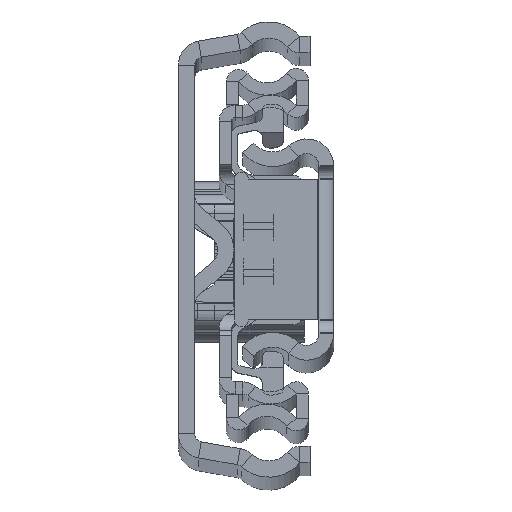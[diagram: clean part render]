
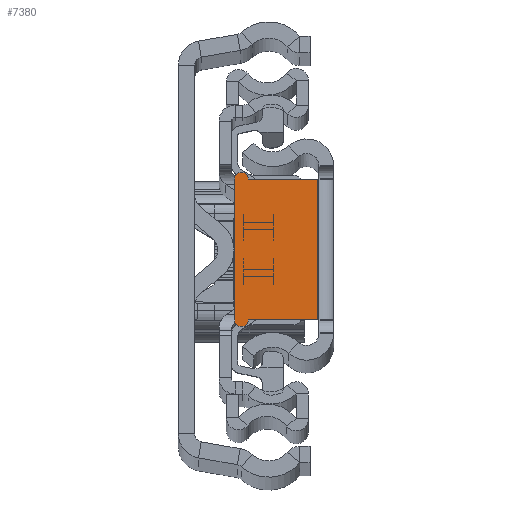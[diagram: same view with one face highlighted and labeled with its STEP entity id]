
A CAD part, top view. The second image highlights one B-rep face of the part: STEP entity #7380.
In plain terms, the highlighted planar face has unit normal (0, 0, 1).
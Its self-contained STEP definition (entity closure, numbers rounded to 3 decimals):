
#28 = VECTOR ( 'NONE', #10810, 1000. ) ;
#126 = CARTESIAN_POINT ( 'NONE',  ( -11.35, -8.65, 0. ) ) ;
#399 = DIRECTION ( 'NONE',  ( -1., 0., 0. ) ) ;
#415 = LINE ( 'NONE', #17423, #35167 ) ;
#3101 = DIRECTION ( 'NONE',  ( 1., 0., 0. ) ) ;
#4604 = DIRECTION ( 'NONE',  ( 1., 0., 0. ) ) ;
#5003 = VERTEX_POINT ( 'NONE', #31483 ) ;
#5097 = EDGE_CURVE ( 'NONE', #7730, #10356, #19218, .T. ) ;
#5534 = CARTESIAN_POINT ( 'NONE',  ( -12.2, -8.65, 0. ) ) ;
#7380 = ADVANCED_FACE ( 'NONE', ( #21926 ), #26641, .T. ) ;
#7730 = VERTEX_POINT ( 'NONE', #16028 ) ;
#10356 = VERTEX_POINT ( 'NONE', #19714 ) ;
#10810 = DIRECTION ( 'NONE',  ( 0., 1., 0. ) ) ;
#11776 = EDGE_LOOP ( 'NONE', ( #54589, #15722, #35655, #54762, #28777, #33959 ) ) ;
#13523 = DIRECTION ( 'NONE',  ( 0., 0., 1. ) ) ;
#14720 = VERTEX_POINT ( 'NONE', #42170 ) ;
#15361 = CARTESIAN_POINT ( 'NONE',  ( -11.35, 8.65, 0. ) ) ;
#15508 = CARTESIAN_POINT ( 'NONE',  ( -1.8, 8.65, 0. ) ) ;
#15722 = ORIENTED_EDGE ( 'NONE', *, *, #51594, .T. ) ;
#16028 = CARTESIAN_POINT ( 'NONE',  ( -12.2, -8.65, 0. ) ) ;
#17423 = CARTESIAN_POINT ( 'NONE',  ( -2., 0., 0. ) ) ;
#19218 = LINE ( 'NONE', #36212, #28 ) ;
#19714 = CARTESIAN_POINT ( 'NONE',  ( -12.2, 8.65, 0. ) ) ;
#19988 = EDGE_CURVE ( 'NONE', #25154, #5003, #415, .T. ) ;
#21926 = FACE_OUTER_BOUND ( 'NONE', #11776, .T. ) ;
#22469 = AXIS2_PLACEMENT_3D ( 'NONE', #126, #38603, #399 ) ;
#22864 = DIRECTION ( 'NONE',  ( -1., 0., 0. ) ) ;
#23802 = DIRECTION ( 'NONE',  ( 0., 1., 0. ) ) ;
#25154 = VERTEX_POINT ( 'NONE', #33323 ) ;
#25829 = CARTESIAN_POINT ( 'NONE',  ( 0., 0., 0. ) ) ;
#26229 = LINE ( 'NONE', #5534, #29261 ) ;
#26641 = PLANE ( 'NONE',  #27885 ) ;
#27885 = AXIS2_PLACEMENT_3D ( 'NONE', #25829, #13523, #4604 ) ;
#28777 = ORIENTED_EDGE ( 'NONE', *, *, #46319, .F. ) ;
#29261 = VECTOR ( 'NONE', #22864, 1000. ) ;
#31483 = CARTESIAN_POINT ( 'NONE',  ( -2., 8.65, 0. ) ) ;
#33323 = CARTESIAN_POINT ( 'NONE',  ( -2., -8.65, 0. ) ) ;
#33959 = ORIENTED_EDGE ( 'NONE', *, *, #44315, .T. ) ;
#34288 = AXIS2_PLACEMENT_3D ( 'NONE', #15361, #41313, #3101 ) ;
#35167 = VECTOR ( 'NONE', #23802, 1000. ) ;
#35655 = ORIENTED_EDGE ( 'NONE', *, *, #53820, .F. ) ;
#36212 = CARTESIAN_POINT ( 'NONE',  ( -12.2, 8.65, 0. ) ) ;
#37828 = CIRCLE ( 'NONE', #34288, 0.85 ) ;
#38603 = DIRECTION ( 'NONE',  ( 0., 0., 1. ) ) ;
#40056 = DIRECTION ( 'NONE',  ( 1., 0., 0. ) ) ;
#41313 = DIRECTION ( 'NONE',  ( 0., 0., 1. ) ) ;
#41597 = VECTOR ( 'NONE', #40056, 1000. ) ;
#42043 = CIRCLE ( 'NONE', #22469, 0.85 ) ;
#42170 = CARTESIAN_POINT ( 'NONE',  ( -10.5, -8.65, 0. ) ) ;
#42439 = VERTEX_POINT ( 'NONE', #50462 ) ;
#44315 = EDGE_CURVE ( 'NONE', #42439, #10356, #37828, .T. ) ;
#45061 = LINE ( 'NONE', #15508, #41597 ) ;
#46319 = EDGE_CURVE ( 'NONE', #42439, #5003, #45061, .T. ) ;
#50462 = CARTESIAN_POINT ( 'NONE',  ( -10.5, 8.65, 0. ) ) ;
#51594 = EDGE_CURVE ( 'NONE', #7730, #14720, #42043, .T. ) ;
#53820 = EDGE_CURVE ( 'NONE', #25154, #14720, #26229, .T. ) ;
#54589 = ORIENTED_EDGE ( 'NONE', *, *, #5097, .F. ) ;
#54762 = ORIENTED_EDGE ( 'NONE', *, *, #19988, .T. ) ;
